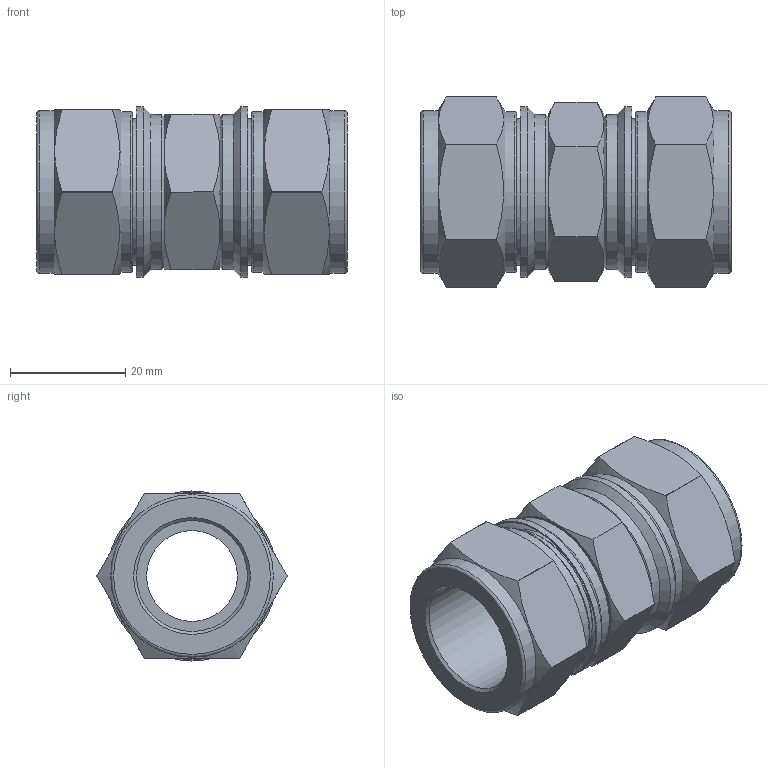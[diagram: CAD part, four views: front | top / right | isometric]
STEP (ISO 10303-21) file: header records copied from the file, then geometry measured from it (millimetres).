
FILE_DESCRIPTION(/* description */ (''),/* implementation_level */ '2;1');
FILE_NAME(/* name */ 'SUI-12.stp',/* time_stamp */ '2022-07-08T10:36:34+09:00',/* author */ ('user'),/* organization */ (''),/* preprocessor_version */ 'ST-DEVELOPER v18.1',/* originating_system */ 'Autodesk Inventor 2022',/* authorisation */ '');
FILE_SCHEMA (('AUTOMOTIVE_DESIGN { 1 0 10303 214 3 1 1 }'));
Length unit declared in the file: millimetre
Products named in the file (1): SU-12
Bounding box: 53.84 x 33 x 29.5 mm (x, y, z)
Volume: 19365 mm3; surface area: 11521 mm2
Topology: 1 solids, 1 shells, 91 faces, 205 edges, 126 vertices
Faces by surface type: plane 30, cylinder 29, cone 28, torus 4
Full cylindrical faces by diameter (mm): 15.75 x1, 19.25 x2, 23.8 x2, 24.2 x2, 25.4 x2, 26.9 x2, 27.8 x2, 28.2 x2, 29.5 x2
Entity records: 2534 total; most frequent: CARTESIAN_POINT 519, DIRECTION 435, ORIENTED_EDGE 410, EDGE_CURVE 205, AXIS2_PLACEMENT_3D 186, VERTEX_POINT 126, EDGE_LOOP 103, CIRCLE 94
